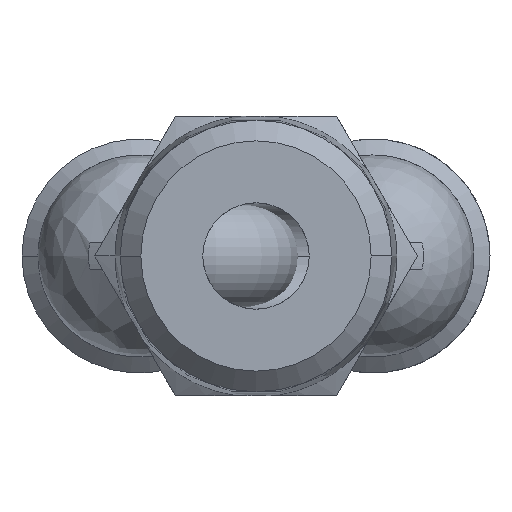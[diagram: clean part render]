
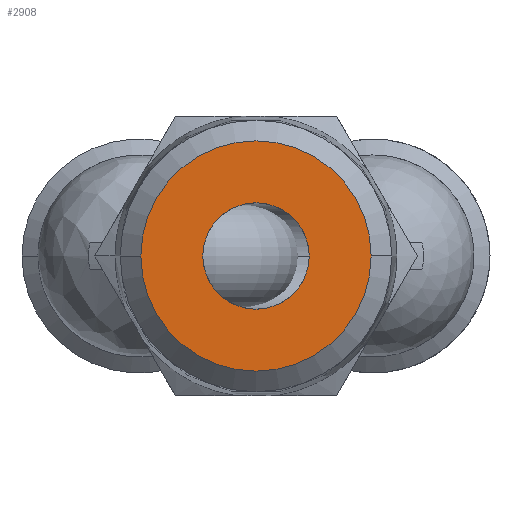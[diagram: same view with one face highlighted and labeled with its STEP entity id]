
A CAD part, front view. The second image highlights one B-rep face of the part: STEP entity #2908.
In plain terms, the highlighted planar face has unit normal (0, -1, 0).
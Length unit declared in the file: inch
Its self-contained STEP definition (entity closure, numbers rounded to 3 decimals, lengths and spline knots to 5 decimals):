
#19 = DIRECTION ( 'NONE',  ( -1., 0., 0. ) ) ;
#236 = AXIS2_PLACEMENT_3D ( 'NONE', #4503, #4445, #4426 ) ;
#346 = PLANE ( 'NONE',  #1911 ) ;
#548 = EDGE_CURVE ( 'NONE', #2569, #4458, #4774, .T. ) ;
#600 = VERTEX_POINT ( 'NONE', #2526 ) ;
#623 = FACE_OUTER_BOUND ( 'NONE', #4635, .T. ) ;
#723 = CARTESIAN_POINT ( 'NONE',  ( 0., -0.7874, 0. ) ) ;
#1031 = AXIS2_PLACEMENT_3D ( 'NONE', #5489, #2727, #19 ) ;
#1145 = CARTESIAN_POINT ( 'NONE',  ( 0., -0.7874, 0. ) ) ;
#1172 = DIRECTION ( 'NONE',  ( -1., 0., 0. ) ) ;
#1299 = ORIENTED_EDGE ( 'NONE', *, *, #3396, .F. ) ;
#1471 = CARTESIAN_POINT ( 'NONE',  ( 0.15748, -0.7874, 0. ) ) ;
#1512 = VERTEX_POINT ( 'NONE', #4692 ) ;
#1648 = DIRECTION ( 'NONE',  ( -1., 0., 0. ) ) ;
#1911 = AXIS2_PLACEMENT_3D ( 'NONE', #2640, #5858, #3089 ) ;
#2184 = CIRCLE ( 'NONE', #1031, 0.15748 ) ;
#2220 = AXIS2_PLACEMENT_3D ( 'NONE', #1145, #4402, #1648 ) ;
#2391 = ORIENTED_EDGE ( 'NONE', *, *, #3540, .T. ) ;
#2526 = CARTESIAN_POINT ( 'NONE',  ( -0.34104, -0.7874, 0. ) ) ;
#2569 = VERTEX_POINT ( 'NONE', #5643 ) ;
#2640 = CARTESIAN_POINT ( 'NONE',  ( -0.17052, -0.7874, 0. ) ) ;
#2716 = ORIENTED_EDGE ( 'NONE', *, *, #548, .T. ) ;
#2727 = DIRECTION ( 'NONE',  ( 0., 1., 0. ) ) ;
#2908 = ADVANCED_FACE ( 'NONE', ( #4171, #623 ), #346, .T. ) ;
#3089 = DIRECTION ( 'NONE',  ( 0., 0., -1. ) ) ;
#3396 = EDGE_CURVE ( 'NONE', #600, #1512, #3408, .T. ) ;
#3408 = CIRCLE ( 'NONE', #4034, 0.34104 ) ;
#3540 = EDGE_CURVE ( 'NONE', #4458, #2569, #2184, .T. ) ;
#3541 = ORIENTED_EDGE ( 'NONE', *, *, #4651, .F. ) ;
#3938 = DIRECTION ( 'NONE',  ( 0., 1., 0. ) ) ;
#4034 = AXIS2_PLACEMENT_3D ( 'NONE', #723, #3938, #1172 ) ;
#4171 = FACE_BOUND ( 'NONE', #4499, .T. ) ;
#4402 = DIRECTION ( 'NONE',  ( 0., 1., 0. ) ) ;
#4426 = DIRECTION ( 'NONE',  ( -1., 0., 0. ) ) ;
#4445 = DIRECTION ( 'NONE',  ( 0., 1., 0. ) ) ;
#4458 = VERTEX_POINT ( 'NONE', #1471 ) ;
#4499 = EDGE_LOOP ( 'NONE', ( #2716, #2391 ) ) ;
#4503 = CARTESIAN_POINT ( 'NONE',  ( 0., -0.7874, 0. ) ) ;
#4635 = EDGE_LOOP ( 'NONE', ( #1299, #3541 ) ) ;
#4651 = EDGE_CURVE ( 'NONE', #1512, #600, #5659, .T. ) ;
#4692 = CARTESIAN_POINT ( 'NONE',  ( 0.34104, -0.7874, 0. ) ) ;
#4774 = CIRCLE ( 'NONE', #236, 0.15748 ) ;
#5489 = CARTESIAN_POINT ( 'NONE',  ( 0., -0.7874, 0. ) ) ;
#5643 = CARTESIAN_POINT ( 'NONE',  ( -0.15748, -0.7874, 0. ) ) ;
#5659 = CIRCLE ( 'NONE', #2220, 0.34104 ) ;
#5858 = DIRECTION ( 'NONE',  ( 0., -1., 0. ) ) ;
